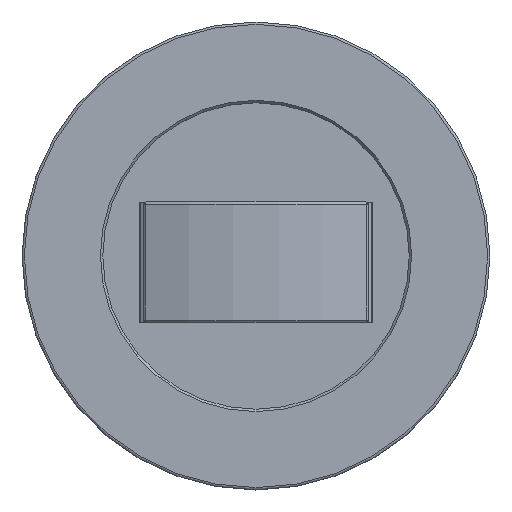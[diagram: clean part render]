
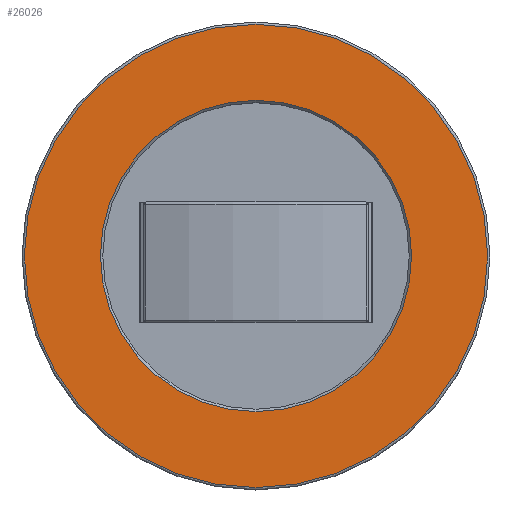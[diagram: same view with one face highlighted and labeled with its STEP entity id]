
A CAD part, top view. The second image highlights one B-rep face of the part: STEP entity #26026.
In plain terms, the highlighted planar face has unit normal (0, 0, 1).
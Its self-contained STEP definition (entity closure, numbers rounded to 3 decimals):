
#1812 = ORIENTED_EDGE ( 'NONE', *, *, #39793, .T. ) ;
#2440 = DIRECTION ( 'NONE',  ( -1., 0., 0. ) ) ;
#3706 = CARTESIAN_POINT ( 'NONE',  ( -13.3, 0., 0. ) ) ;
#4357 = VERTEX_POINT ( 'NONE', #10683 ) ;
#4924 = PLANE ( 'NONE',  #29765 ) ;
#7219 = EDGE_LOOP ( 'NONE', ( #27992 ) ) ;
#7919 = CIRCLE ( 'NONE', #15564, 19.8 ) ;
#9037 = DIRECTION ( 'NONE',  ( -1., 0., 0. ) ) ;
#10306 = CIRCLE ( 'NONE', #20044, 13.3 ) ;
#10683 = CARTESIAN_POINT ( 'NONE',  ( -19.8, 0., 0. ) ) ;
#14948 = FACE_BOUND ( 'NONE', #7219, .T. ) ;
#15564 = AXIS2_PLACEMENT_3D ( 'NONE', #42578, #19267, #9037 ) ;
#19214 = CARTESIAN_POINT ( 'NONE',  ( 0., 0., 0. ) ) ;
#19267 = DIRECTION ( 'NONE',  ( 0., 0., 1. ) ) ;
#20044 = AXIS2_PLACEMENT_3D ( 'NONE', #19214, #41277, #2440 ) ;
#23102 = EDGE_CURVE ( 'NONE', #29406, #29406, #10306, .T. ) ;
#26026 = ADVANCED_FACE ( 'NONE', ( #34522, #14948 ), #4924, .F. ) ;
#26591 = EDGE_LOOP ( 'NONE', ( #1812 ) ) ;
#27773 = DIRECTION ( 'NONE',  ( -1., 0., 0. ) ) ;
#27992 = ORIENTED_EDGE ( 'NONE', *, *, #23102, .T. ) ;
#29406 = VERTEX_POINT ( 'NONE', #3706 ) ;
#29765 = AXIS2_PLACEMENT_3D ( 'NONE', #41507, #34311, #27773 ) ;
#34311 = DIRECTION ( 'NONE',  ( 0., 0., -1. ) ) ;
#34522 = FACE_OUTER_BOUND ( 'NONE', #26591, .T. ) ;
#39793 = EDGE_CURVE ( 'NONE', #4357, #4357, #7919, .T. ) ;
#41277 = DIRECTION ( 'NONE',  ( 0., 0., -1. ) ) ;
#41507 = CARTESIAN_POINT ( 'NONE',  ( 0., 0., 0. ) ) ;
#42578 = CARTESIAN_POINT ( 'NONE',  ( 0., 0., 0. ) ) ;
